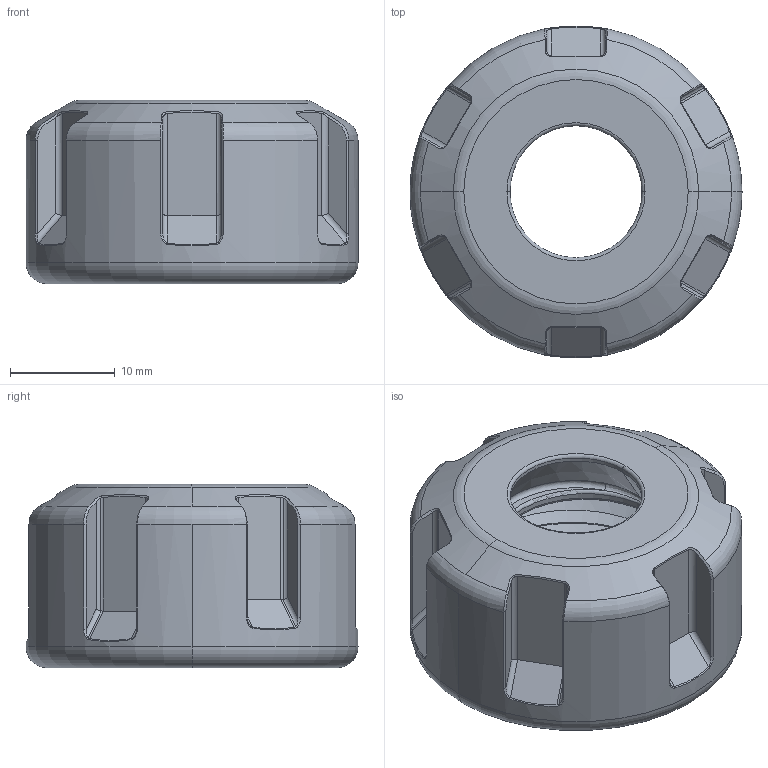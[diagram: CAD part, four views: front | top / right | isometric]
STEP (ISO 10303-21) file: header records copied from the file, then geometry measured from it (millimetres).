
FILE_DESCRIPTION (( 'STEP AP203' ), '1' );
FILE_NAME ('110.02.10.STEP', '2017-10-18T09:07:19', ( '' ), ( '' ), 'SwSTEP 2.0', 'SolidWorks 2012', '' );
FILE_SCHEMA (( 'CONFIG_CONTROL_DESIGN' ));
Length unit declared in the file: millimetre
Products named in the file (1): 110.02.10
Bounding box: 31.7 x 31.7 x 17.5 mm (x, y, z)
Volume: 6713.3 mm3; surface area: 4547.7 mm2
Topology: 1 solids, 1 shells, 186 faces, 443 edges, 260 vertices
Faces by surface type: bspline 64, cylinder 49, plane 41, torus 25, cone 7
Entity records: 11653 total; most frequent: CARTESIAN_POINT 8033, ORIENTED_EDGE 886, DIRECTION 497, EDGE_CURVE 443, VERTEX_POINT 260, B_SPLINE_CURVE_WITH_KNOTS 224, AXIS2_PLACEMENT_3D 194, EDGE_LOOP 189
